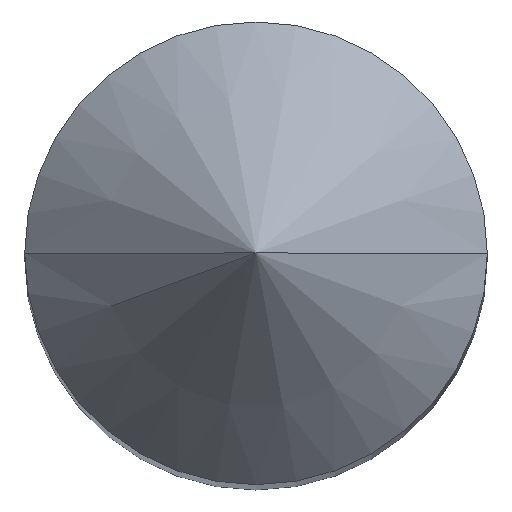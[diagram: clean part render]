
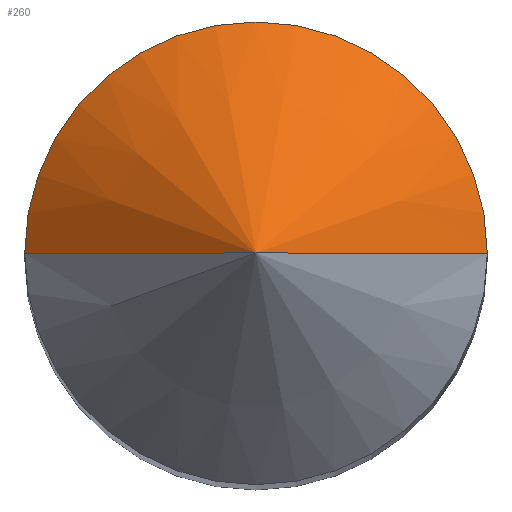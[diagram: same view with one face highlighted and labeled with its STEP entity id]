
A CAD part, top view. The second image highlights one B-rep face of the part: STEP entity #260.
In plain terms, the highlighted conical face has half-angle 45 degrees and reference radius 2 mm.
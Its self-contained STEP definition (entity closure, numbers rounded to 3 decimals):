
#7 = DIRECTION ( 'NONE',  ( 0., 0., 1. ) ) ;
#34 = ORIENTED_EDGE ( 'NONE', *, *, #212, .T. ) ;
#57 = VERTEX_POINT ( 'NONE', #280 ) ;
#64 = VECTOR ( 'NONE', #385, 1000. ) ;
#77 = LINE ( 'NONE', #315, #64 ) ;
#88 = VERTEX_POINT ( 'NONE', #167 ) ;
#100 = CONICAL_SURFACE ( 'NONE', #284, 2., 0.785 ) ;
#115 = DIRECTION ( 'NONE',  ( 0., 0., -1. ) ) ;
#119 = CIRCLE ( 'NONE', #383, 2. ) ;
#130 = EDGE_LOOP ( 'NONE', ( #342, #34, #336 ) ) ;
#150 = CARTESIAN_POINT ( 'NONE',  ( 0., 0., 53.1 ) ) ;
#151 = EDGE_CURVE ( 'NONE', #57, #88, #119, .T. ) ;
#167 = CARTESIAN_POINT ( 'NONE',  ( -2., 0., 51.1 ) ) ;
#190 = EDGE_CURVE ( 'NONE', #290, #88, #329, .T. ) ;
#210 = CARTESIAN_POINT ( 'NONE',  ( 0., 0., 51.1 ) ) ;
#212 = EDGE_CURVE ( 'NONE', #290, #57, #77, .T. ) ;
#245 = DIRECTION ( 'NONE',  ( 1., 0., 0. ) ) ;
#260 = ADVANCED_FACE ( 'NONE', ( #281 ), #100, .T. ) ;
#280 = CARTESIAN_POINT ( 'NONE',  ( 2., 0., 51.1 ) ) ;
#281 = FACE_OUTER_BOUND ( 'NONE', #130, .T. ) ;
#284 = AXIS2_PLACEMENT_3D ( 'NONE', #316, #115, #351 ) ;
#290 = VERTEX_POINT ( 'NONE', #150 ) ;
#315 = CARTESIAN_POINT ( 'NONE',  ( 2., 0., 51.1 ) ) ;
#316 = CARTESIAN_POINT ( 'NONE',  ( 0., 0., 51.1 ) ) ;
#320 = CARTESIAN_POINT ( 'NONE',  ( -2., 0., 51.1 ) ) ;
#329 = LINE ( 'NONE', #320, #335 ) ;
#335 = VECTOR ( 'NONE', #388, 1000. ) ;
#336 = ORIENTED_EDGE ( 'NONE', *, *, #151, .T. ) ;
#342 = ORIENTED_EDGE ( 'NONE', *, *, #190, .F. ) ;
#351 = DIRECTION ( 'NONE',  ( -1., 0., 0. ) ) ;
#383 = AXIS2_PLACEMENT_3D ( 'NONE', #210, #7, #245 ) ;
#385 = DIRECTION ( 'NONE',  ( 0.707, 0., -0.707 ) ) ;
#388 = DIRECTION ( 'NONE',  ( -0.707, 0., -0.707 ) ) ;
